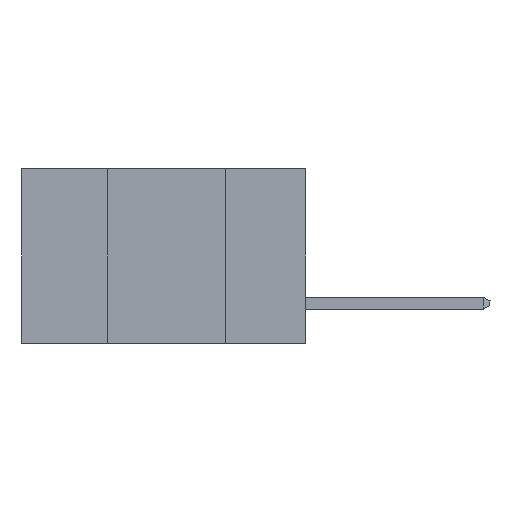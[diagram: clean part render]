
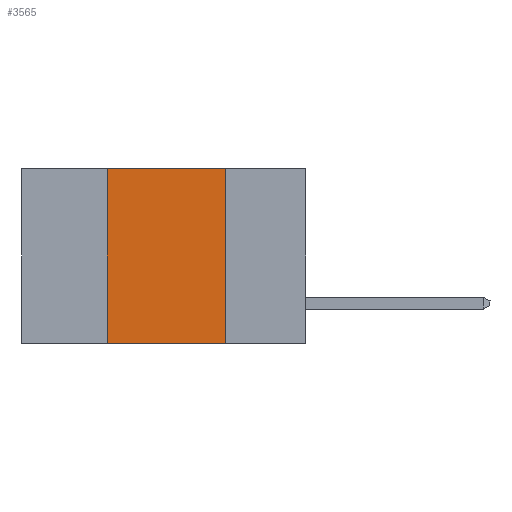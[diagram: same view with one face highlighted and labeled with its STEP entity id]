
A CAD part, left-side view. The second image highlights one B-rep face of the part: STEP entity #3565.
In plain terms, the highlighted planar face has unit normal (-1, 0, 0).
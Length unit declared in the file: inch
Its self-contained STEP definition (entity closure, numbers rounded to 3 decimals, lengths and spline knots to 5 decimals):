
#409 = VERTEX_POINT ( 'NONE', #5201 ) ;
#2609 = CARTESIAN_POINT ( 'NONE',  ( 0., 0.42, -0.37 ) ) ;
#3036 = DIRECTION ( 'NONE',  ( 0., 0., 1. ) ) ;
#3565 = ADVANCED_FACE ( 'NONE', ( #10802 ), #5556, .F. ) ;
#3670 = CARTESIAN_POINT ( 'NONE',  ( 0., 0.6, 0. ) ) ;
#4266 = VECTOR ( 'NONE', #15574, 39.37008 ) ;
#4548 = EDGE_LOOP ( 'NONE', ( #8400, #16827, #14662, #8537 ) ) ;
#5201 = CARTESIAN_POINT ( 'NONE',  ( 0., 0.17, 0. ) ) ;
#5556 = PLANE ( 'NONE',  #15240 ) ;
#5629 = CARTESIAN_POINT ( 'NONE',  ( 0., 0.42, 0. ) ) ;
#6009 = VECTOR ( 'NONE', #3036, 39.37008 ) ;
#7203 = VECTOR ( 'NONE', #7569, 39.37008 ) ;
#7569 = DIRECTION ( 'NONE',  ( 0., -1., 0. ) ) ;
#8400 = ORIENTED_EDGE ( 'NONE', *, *, #10606, .F. ) ;
#8537 = ORIENTED_EDGE ( 'NONE', *, *, #10659, .T. ) ;
#9035 = LINE ( 'NONE', #9914, #7203 ) ;
#9189 = LINE ( 'NONE', #3670, #9844 ) ;
#9816 = LINE ( 'NONE', #16858, #4266 ) ;
#9844 = VECTOR ( 'NONE', #14694, 39.37008 ) ;
#9910 = EDGE_CURVE ( 'NONE', #13419, #10904, #11419, .T. ) ;
#9914 = CARTESIAN_POINT ( 'NONE',  ( 0., 0.6, -0.37 ) ) ;
#9982 = EDGE_CURVE ( 'NONE', #10904, #409, #9189, .T. ) ;
#10109 = VERTEX_POINT ( 'NONE', #12599 ) ;
#10606 = EDGE_CURVE ( 'NONE', #409, #10109, #9816, .T. ) ;
#10659 = EDGE_CURVE ( 'NONE', #13419, #10109, #9035, .T. ) ;
#10802 = FACE_OUTER_BOUND ( 'NONE', #4548, .T. ) ;
#10904 = VERTEX_POINT ( 'NONE', #5629 ) ;
#11075 = DIRECTION ( 'NONE',  ( 1., 0., 0. ) ) ;
#11419 = LINE ( 'NONE', #15614, #6009 ) ;
#12176 = DIRECTION ( 'NONE',  ( 0., 0., -1. ) ) ;
#12599 = CARTESIAN_POINT ( 'NONE',  ( 0., 0.17, -0.37 ) ) ;
#13419 = VERTEX_POINT ( 'NONE', #2609 ) ;
#13921 = CARTESIAN_POINT ( 'NONE',  ( 0., 0.6, 0. ) ) ;
#14662 = ORIENTED_EDGE ( 'NONE', *, *, #9910, .F. ) ;
#14694 = DIRECTION ( 'NONE',  ( 0., -1., 0. ) ) ;
#15240 = AXIS2_PLACEMENT_3D ( 'NONE', #13921, #11075, #12176 ) ;
#15574 = DIRECTION ( 'NONE',  ( 0., 0., -1. ) ) ;
#15614 = CARTESIAN_POINT ( 'NONE',  ( 0., 0.42, -0.37 ) ) ;
#16827 = ORIENTED_EDGE ( 'NONE', *, *, #9982, .F. ) ;
#16858 = CARTESIAN_POINT ( 'NONE',  ( 0., 0.17, -0.37 ) ) ;
